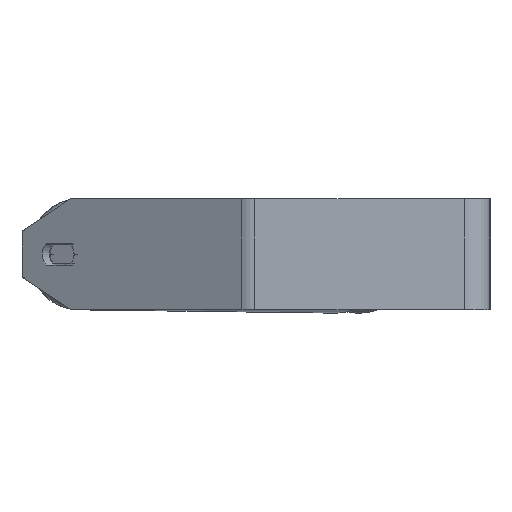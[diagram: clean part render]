
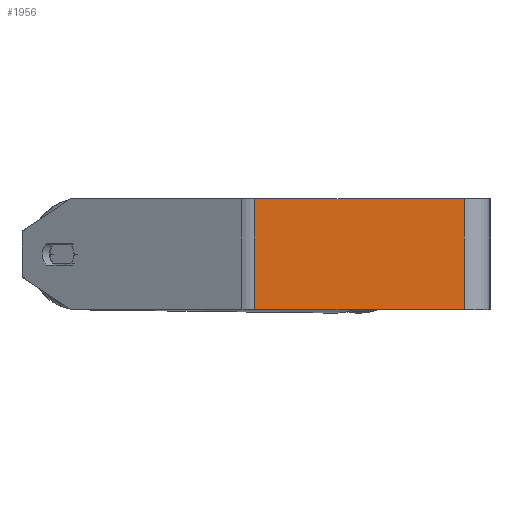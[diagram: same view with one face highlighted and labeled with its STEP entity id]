
A CAD part, left-side view. The second image highlights one B-rep face of the part: STEP entity #1956.
In plain terms, the highlighted planar face has unit normal (-1, 0, 0).
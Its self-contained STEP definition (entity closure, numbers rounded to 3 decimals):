
#583 = CARTESIAN_POINT ( 'NONE',  ( -500., 130.835, 30. ) ) ;
#634 = EDGE_CURVE ( 'NONE', #4460, #1366, #1948, .T. ) ;
#678 = VERTEX_POINT ( 'NONE', #3729 ) ;
#685 = DIRECTION ( 'NONE',  ( 0., 0., -1. ) ) ;
#917 = VECTOR ( 'NONE', #685, 1000. ) ;
#997 = PLANE ( 'NONE',  #5029 ) ;
#1254 = ORIENTED_EDGE ( 'NONE', *, *, #1414, .F. ) ;
#1259 = VECTOR ( 'NONE', #3799, 1000. ) ;
#1366 = VERTEX_POINT ( 'NONE', #6784 ) ;
#1414 = EDGE_CURVE ( 'NONE', #678, #4460, #5470, .T. ) ;
#1948 = LINE ( 'NONE', #7965, #917 ) ;
#1956 = ADVANCED_FACE ( 'NONE', ( #2885 ), #997, .F. ) ;
#2394 = DIRECTION ( 'NONE',  ( 0., -1., 0. ) ) ;
#2398 = CARTESIAN_POINT ( 'NONE',  ( -500., 127.083, -30. ) ) ;
#2448 = DIRECTION ( 'NONE',  ( 0., 0., -1. ) ) ;
#2674 = EDGE_CURVE ( 'NONE', #5884, #1366, #4936, .T. ) ;
#2752 = VECTOR ( 'NONE', #2394, 1000. ) ;
#2885 = FACE_OUTER_BOUND ( 'NONE', #7941, .T. ) ;
#2939 = ORIENTED_EDGE ( 'NONE', *, *, #2674, .T. ) ;
#3627 = CARTESIAN_POINT ( 'NONE',  ( -500., 127.083, 30. ) ) ;
#3663 = EDGE_CURVE ( 'NONE', #678, #5884, #4244, .T. ) ;
#3729 = CARTESIAN_POINT ( 'NONE',  ( -500., 127.083, 30. ) ) ;
#3799 = DIRECTION ( 'NONE',  ( 0., 0., -1. ) ) ;
#4244 = LINE ( 'NONE', #3627, #1259 ) ;
#4460 = VERTEX_POINT ( 'NONE', #8344 ) ;
#4779 = VECTOR ( 'NONE', #6618, 1000. ) ;
#4936 = LINE ( 'NONE', #7023, #2752 ) ;
#5029 = AXIS2_PLACEMENT_3D ( 'NONE', #7034, #5724, #2448 ) ;
#5470 = LINE ( 'NONE', #583, #4779 ) ;
#5724 = DIRECTION ( 'NONE',  ( 1., 0., 0. ) ) ;
#5884 = VERTEX_POINT ( 'NONE', #2398 ) ;
#6618 = DIRECTION ( 'NONE',  ( 0., -1., 0. ) ) ;
#6784 = CARTESIAN_POINT ( 'NONE',  ( -500., 14., -30. ) ) ;
#6975 = ORIENTED_EDGE ( 'NONE', *, *, #3663, .T. ) ;
#7023 = CARTESIAN_POINT ( 'NONE',  ( -500., 130.835, -30. ) ) ;
#7034 = CARTESIAN_POINT ( 'NONE',  ( -500., 130.835, 30. ) ) ;
#7941 = EDGE_LOOP ( 'NONE', ( #2939, #8590, #1254, #6975 ) ) ;
#7965 = CARTESIAN_POINT ( 'NONE',  ( -500., 14., 30. ) ) ;
#8344 = CARTESIAN_POINT ( 'NONE',  ( -500., 14., 30. ) ) ;
#8590 = ORIENTED_EDGE ( 'NONE', *, *, #634, .F. ) ;
